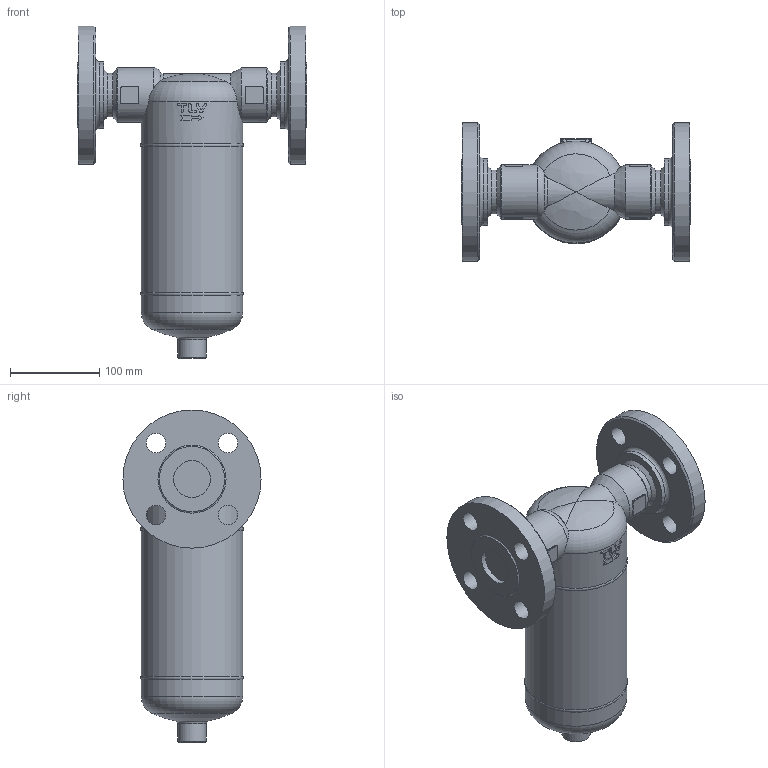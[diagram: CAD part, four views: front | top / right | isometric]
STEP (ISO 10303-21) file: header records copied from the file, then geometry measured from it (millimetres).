
FILE_DESCRIPTION((''),'2;1');
FILE_NAME('dc700-040-a0300-00.stp','2009-11-24T16:36:51',('nakaot'),(''),'Autodesk Inventor 2008','Autodesk Inventor 2008','');
FILE_SCHEMA(('AUTOMOTIVE_DESIGN { 1 0 10303 214 1 1 1 1 }'));
Length unit declared in the file: millimetre
Products named in the file (1): dc700-040-a0300-00
Bounding box: 258 x 155 x 372.5 mm (x, y, z)
Volume: 3883450.4 mm3; surface area: 232310.5 mm2
Topology: 1 solids, 1 shells, 234 faces, 569 edges, 340 vertices
Faces by surface type: cylinder 81, bspline 66, plane 54, torus 24, cone 8, sphere 1
Full cylindrical faces by diameter (mm): 22 x4, 32 x1, 41.2 x1, 49.1 x1, 61 x2, 75 x1, 114 x2, 114.3 x1, 155 x1
Entity records: 9549 total; most frequent: CARTESIAN_POINT 4551, DIRECTION 1006, ORIENTED_EDGE 994, EDGE_CURVE 497, AXIS2_PLACEMENT_3D 424, VERTEX_POINT 326, EDGE_LOOP 311, CIRCLE 235
